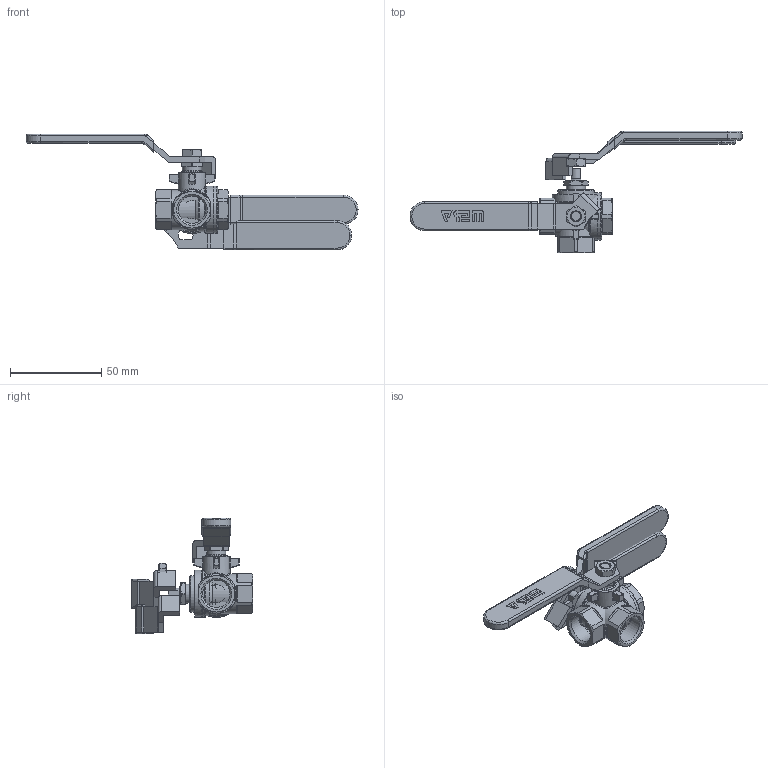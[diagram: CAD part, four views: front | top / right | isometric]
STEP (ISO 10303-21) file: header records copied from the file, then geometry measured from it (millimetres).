
FILE_DESCRIPTION( ( 'Unknown' ), '1' );
FILE_NAME( '8.9390.012.stp', 'Unknown', ( 'Unknown' ), ( 'Unknown' ), 'PSStep 13.0', 'Unknown', ' ' );
FILE_SCHEMA( ( 'AUTOMOTIVE_DESIGN { 1 0 10303 214 1 1 1 1 }' ) );
Length unit declared in the file: millimetre
Products named in the file (17): Zusammenbau-Kugel_Kugeldichtungen; Assem1; 9380__3_8_Zusammenbau; Stahlgriff 1_4 - 3_4; Spindel-Zusammanbau; Kugel__1_4 - 3_8; Kugeldichtung__1_4 - 3_8; Kugeldichtung__1_4 - 3_8-oa0; Spindeldichtung.2__1_4 - 3_8; Spindeldichtung__1_4 - 3_8; Stopfbuchse__1_4 - 3_8; Spindel__1_4 - 3_8; Stahlgriff-n; Stahlgriff-u; Einschraubteil__3_8; Körper__3_8; 620-1_4-Mutter-Fl.G.
Bounding box: 182 x 66.75 x 63.5 mm (x, y, z)
Volume: 64004.4 mm3; surface area: 68514.7 mm2
Topology: 42 solids, 42 shells, 1175 faces, 2780 edges, 1724 vertices
Faces by surface type: plane 488, cylinder 353, cone 163, bspline 81, sphere 41, torus 37, revolution 12
Full cylindrical faces by diameter (mm): 5 x2, 8 x12, 8.1 x8, 8.3 x3, 10 x26, 10.5 x7, 10.647 x6, 10.7 x4, 12 x4, 14.95 x12, 15 x3, 16 x14, 18.917 x3, 20 x3, 22 x3, 23.2 x3, 26 x6
Entity records: 16079 total; most frequent: CARTESIAN_POINT 4867, DIRECTION 1672, ORIENTED_EDGE 1582, EDGE_CURVE 791, AXIS2_PLACEMENT_3D 663, VERTEX_POINT 522, EDGE_LOOP 475, FACE_OUTER_BOUND 413
